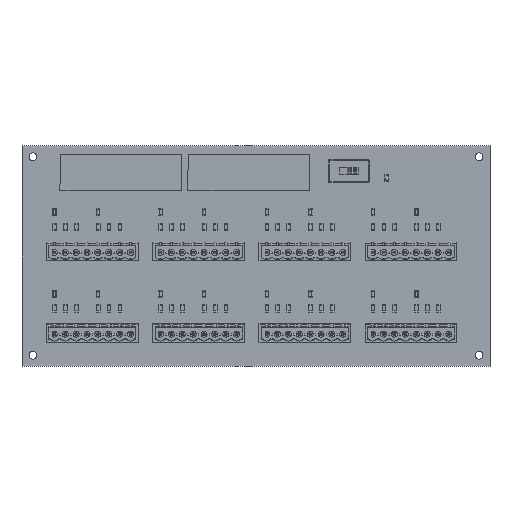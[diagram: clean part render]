
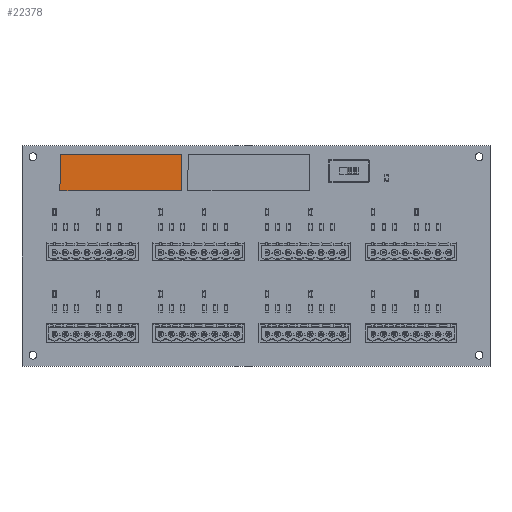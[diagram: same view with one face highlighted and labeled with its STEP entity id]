
A CAD part, top view. The second image highlights one B-rep face of the part: STEP entity #22378.
In plain terms, the highlighted planar face has unit normal (0, 0, 1).
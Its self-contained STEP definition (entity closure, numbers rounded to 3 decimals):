
#22249 = VERTEX_POINT('',#22250);
#22250 = CARTESIAN_POINT('',(-28.308,8.446,13.));
#22256 = EDGE_CURVE('',#22249,#22257,#22259,.T.);
#22257 = VERTEX_POINT('',#22258);
#22258 = CARTESIAN_POINT('',(28.448,8.446,13.));
#22259 = LINE('',#22260,#22261);
#22260 = CARTESIAN_POINT('',(-28.308,8.446,13.));
#22261 = VECTOR('',#22262,1.);
#22262 = DIRECTION('',(1.,0.,0.));
#22287 = EDGE_CURVE('',#22257,#22288,#22290,.T.);
#22288 = VERTEX_POINT('',#22289);
#22289 = CARTESIAN_POINT('',(28.448,-8.446,13.));
#22290 = LINE('',#22291,#22292);
#22291 = CARTESIAN_POINT('',(28.448,8.446,13.));
#22292 = VECTOR('',#22293,1.);
#22293 = DIRECTION('',(0.,-1.,0.));
#22318 = EDGE_CURVE('',#22288,#22319,#22321,.T.);
#22319 = VERTEX_POINT('',#22320);
#22320 = CARTESIAN_POINT('',(-28.448,-8.446,13.));
#22321 = LINE('',#22322,#22323);
#22322 = CARTESIAN_POINT('',(28.448,-8.446,13.));
#22323 = VECTOR('',#22324,1.);
#22324 = DIRECTION('',(-1.,0.,0.));
#22349 = EDGE_CURVE('',#22319,#22249,#22350,.T.);
#22350 = LINE('',#22351,#22352);
#22351 = CARTESIAN_POINT('',(-28.448,-8.446,13.));
#22352 = VECTOR('',#22353,1.);
#22353 = DIRECTION('',(0.008,1.,0.));
#22378 = ADVANCED_FACE('',(#22379),#22385,.F.);
#22379 = FACE_BOUND('',#22380,.F.);
#22380 = EDGE_LOOP('',(#22381,#22382,#22383,#22384));
#22381 = ORIENTED_EDGE('',*,*,#22256,.T.);
#22382 = ORIENTED_EDGE('',*,*,#22287,.T.);
#22383 = ORIENTED_EDGE('',*,*,#22318,.T.);
#22384 = ORIENTED_EDGE('',*,*,#22349,.T.);
#22385 = PLANE('',#22386);
#22386 = AXIS2_PLACEMENT_3D('',#22387,#22388,#22389);
#22387 = CARTESIAN_POINT('',(0.035,-0.008,
    13.));
#22388 = DIRECTION('',(-0.,-0.,-1.));
#22389 = DIRECTION('',(-1.,0.,0.));
